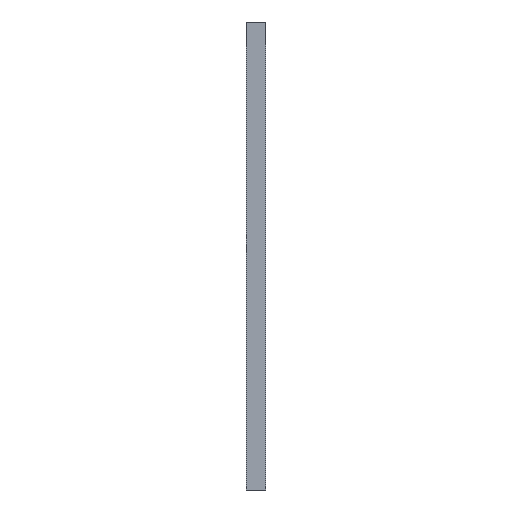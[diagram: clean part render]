
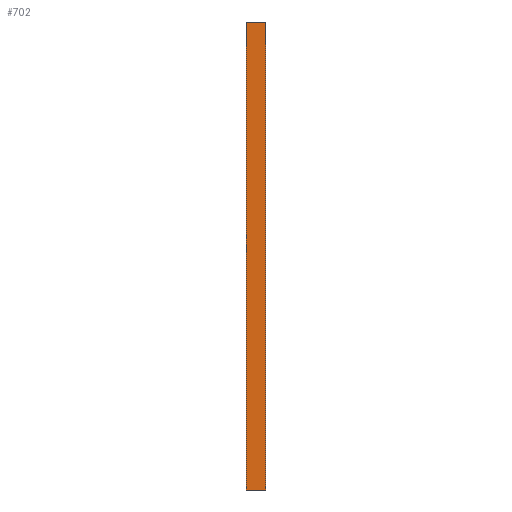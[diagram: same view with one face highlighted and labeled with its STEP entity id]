
A CAD part, left-side view. The second image highlights one B-rep face of the part: STEP entity #702.
In plain terms, the highlighted planar face has unit normal (-1, 0, 0).
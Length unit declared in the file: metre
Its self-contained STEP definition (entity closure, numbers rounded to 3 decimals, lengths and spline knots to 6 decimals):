
#22=LINE('',#1109,#66);
#23=LINE('',#1112,#67);
#24=LINE('',#1114,#68);
#25=LINE('',#1116,#69);
#66=VECTOR('',#899,1.);
#67=VECTOR('',#900,1.);
#68=VECTOR('',#901,1.);
#69=VECTOR('',#902,1.);
#110=PLANE('',#777);
#144=ORIENTED_EDGE('',*,*,#324,.T.);
#145=ORIENTED_EDGE('',*,*,#325,.F.);
#146=ORIENTED_EDGE('',*,*,#326,.F.);
#147=ORIENTED_EDGE('',*,*,#327,.T.);
#324=EDGE_CURVE('',#414,#415,#22,.T.);
#325=EDGE_CURVE('',#416,#415,#23,.T.);
#326=EDGE_CURVE('',#417,#416,#24,.T.);
#327=EDGE_CURVE('',#417,#414,#25,.T.);
#414=VERTEX_POINT('',#1110);
#415=VERTEX_POINT('',#1111);
#416=VERTEX_POINT('',#1113);
#417=VERTEX_POINT('',#1115);
#530=EDGE_LOOP('',(#144,#145,#146,#147));
#612=FACE_BOUND('',#530,.T.);
#702=ADVANCED_FACE('',(#612),#110,.F.);
#777=AXIS2_PLACEMENT_3D('',#1108,#897,#898);
#897=DIRECTION('',(1.,0.,0.));
#898=DIRECTION('',(0.,0.,-1.));
#899=DIRECTION('',(0.,0.,-1.));
#900=DIRECTION('',(0.,1.,0.));
#901=DIRECTION('',(0.,0.,-1.));
#902=DIRECTION('',(0.,1.,0.));
#1108=CARTESIAN_POINT('',(-0.11445,-0.003175,0.078816));
#1109=CARTESIAN_POINT('',(-0.11445,0.,0.078816));
#1110=CARTESIAN_POINT('',(-0.11445,0.,0.116817));
#1111=CARTESIAN_POINT('',(-0.11445,0.,0.040814));
#1112=CARTESIAN_POINT('',(-0.11445,-0.003175,0.040814));
#1113=CARTESIAN_POINT('',(-0.11445,-0.003175,0.040814));
#1114=CARTESIAN_POINT('',(-0.11445,-0.003175,0.078816));
#1115=CARTESIAN_POINT('',(-0.11445,-0.003175,0.116817));
#1116=CARTESIAN_POINT('',(-0.11445,-0.003175,0.116817));
